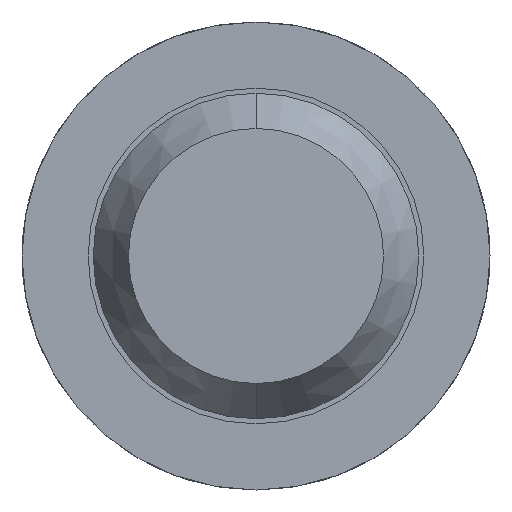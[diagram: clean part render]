
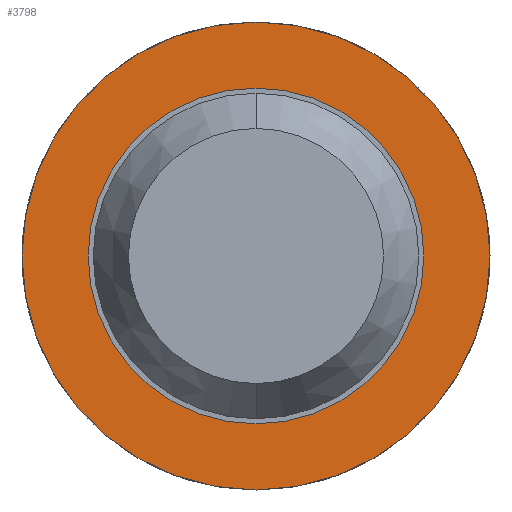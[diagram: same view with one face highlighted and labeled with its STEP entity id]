
A CAD part, front view. The second image highlights one B-rep face of the part: STEP entity #3798.
In plain terms, the highlighted planar face has unit normal (0, -1, 0).
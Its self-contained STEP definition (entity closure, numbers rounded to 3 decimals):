
#146 = VERTEX_POINT ( 'NONE', #3699 ) ;
#150 = CIRCLE ( 'NONE', #1734, 1.15 ) ;
#189 = DIRECTION ( 'NONE',  ( 0., 0., 1. ) ) ;
#426 = DIRECTION ( 'NONE',  ( 0., 0., 1. ) ) ;
#506 = PLANE ( 'NONE',  #3668 ) ;
#730 = ORIENTED_EDGE ( 'NONE', *, *, #1199, .F. ) ;
#811 = DIRECTION ( 'NONE',  ( 0., 1., 0. ) ) ;
#969 = CARTESIAN_POINT ( 'NONE',  ( 0., -2., -0.825 ) ) ;
#993 = ORIENTED_EDGE ( 'NONE', *, *, #2117, .T. ) ;
#1067 = CARTESIAN_POINT ( 'NONE',  ( 0., -2., 0. ) ) ;
#1095 = EDGE_CURVE ( 'Defeature ausgef�hrt2_12+Defeature ausgef�hrt2_11+Defeature ausgef�hrt2_11+Defeature ausgef�hrt2_11', #3267, #3723, #1267, .T. ) ;
#1122 = ORIENTED_EDGE ( 'NONE', *, *, #4060, .F. ) ;
#1199 = EDGE_CURVE ( 'Defeature ausgef�hrt2_3+Defeature ausgef�hrt2_12+Defeature ausgef�hrt2_12+Defeature ausgef�hrt2_12', #146, #3170, #150, .T. ) ;
#1216 = DIRECTION ( 'NONE',  ( 0., 0., 1. ) ) ;
#1265 = CARTESIAN_POINT ( 'NONE',  ( 0., -2., 0.825 ) ) ;
#1267 = CIRCLE ( 'NONE', #3450, 0.825 ) ;
#1403 = CARTESIAN_POINT ( 'NONE',  ( 0., -2., 0. ) ) ;
#1487 = AXIS2_PLACEMENT_3D ( 'NONE', #3548, #1638, #426 ) ;
#1536 = CARTESIAN_POINT ( 'NONE',  ( 0., -2., -1.15 ) ) ;
#1614 = EDGE_LOOP ( 'NONE', ( #2035, #993 ) ) ;
#1638 = DIRECTION ( 'NONE',  ( 0., 1., 0. ) ) ;
#1734 = AXIS2_PLACEMENT_3D ( 'NONE', #2952, #2323, #189 ) ;
#1738 = DIRECTION ( 'NONE',  ( 0., 1., 0. ) ) ;
#2022 = DIRECTION ( 'NONE',  ( 0., 0., 1. ) ) ;
#2035 = ORIENTED_EDGE ( 'NONE', *, *, #1095, .T. ) ;
#2117 = EDGE_CURVE ( 'Defeature ausgef�hrt2_12+Defeature ausgef�hrt2_11+Defeature ausgef�hrt2_11+Defeature ausgef�hrt2_11', #3723, #3267, #3386, .T. ) ;
#2166 = CARTESIAN_POINT ( 'NONE',  ( 0.825, -2., 0. ) ) ;
#2323 = DIRECTION ( 'NONE',  ( 0., 1., 0. ) ) ;
#2787 = FACE_OUTER_BOUND ( 'NONE', #4048, .T. ) ;
#2952 = CARTESIAN_POINT ( 'NONE',  ( 0., -2., 0. ) ) ;
#3170 = VERTEX_POINT ( 'NONE', #1536 ) ;
#3243 = DIRECTION ( 'NONE',  ( 0., 0., 1. ) ) ;
#3267 = VERTEX_POINT ( 'NONE', #1265 ) ;
#3271 = CIRCLE ( 'NONE', #1487, 1.15 ) ;
#3386 = CIRCLE ( 'NONE', #3848, 0.825 ) ;
#3450 = AXIS2_PLACEMENT_3D ( 'NONE', #1067, #3596, #2022 ) ;
#3548 = CARTESIAN_POINT ( 'NONE',  ( 0., -2., 0. ) ) ;
#3596 = DIRECTION ( 'NONE',  ( 0., 1., 0. ) ) ;
#3668 = AXIS2_PLACEMENT_3D ( 'NONE', #2166, #1738, #1216 ) ;
#3699 = CARTESIAN_POINT ( 'NONE',  ( 0., -2., 1.15 ) ) ;
#3723 = VERTEX_POINT ( 'NONE', #969 ) ;
#3798 = ADVANCED_FACE ( 'Defeature ausgef�hrt2_12', ( #2787, #4051 ), #506, .F. ) ;
#3848 = AXIS2_PLACEMENT_3D ( 'NONE', #1403, #811, #3243 ) ;
#4048 = EDGE_LOOP ( 'NONE', ( #730, #1122 ) ) ;
#4051 = FACE_BOUND ( 'NONE', #1614, .T. ) ;
#4060 = EDGE_CURVE ( 'Defeature ausgef�hrt2_3+Defeature ausgef�hrt2_12+Defeature ausgef�hrt2_12+Defeature ausgef�hrt2_12', #3170, #146, #3271, .T. ) ;
